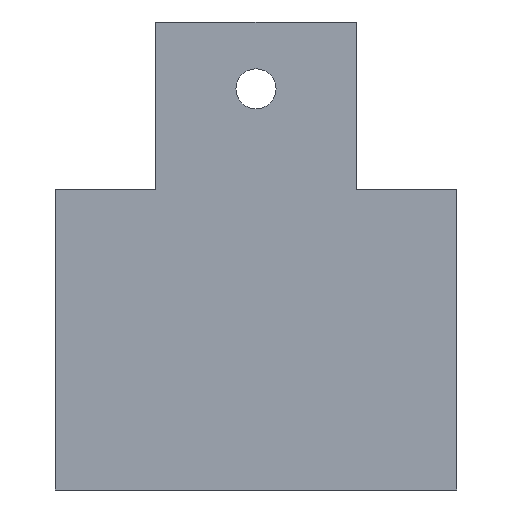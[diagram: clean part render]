
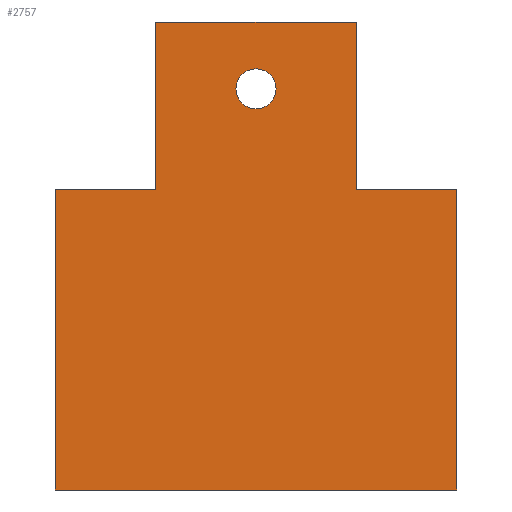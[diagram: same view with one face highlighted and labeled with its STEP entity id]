
A CAD part, left-side view. The second image highlights one B-rep face of the part: STEP entity #2757.
In plain terms, the highlighted planar face has unit normal (-1, 0, 0).
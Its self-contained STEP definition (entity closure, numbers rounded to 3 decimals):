
#118=LINE('',#4085,#447);
#124=LINE('',#4099,#453);
#126=LINE('',#4103,#455);
#129=LINE('',#4109,#458);
#132=LINE('',#4115,#461);
#147=LINE('',#4146,#476);
#148=LINE('',#4148,#477);
#149=LINE('',#4150,#478);
#447=VECTOR('',#3336,1000.);
#453=VECTOR('',#3344,1000.);
#455=VECTOR('',#3348,1000.);
#458=VECTOR('',#3353,1000.);
#461=VECTOR('',#3358,1000.);
#476=VECTOR('',#3379,1000.);
#477=VECTOR('',#3380,1000.);
#478=VECTOR('',#3381,1000.);
#759=PLANE('',#3032);
#1023=ORIENTED_EDGE('',*,*,#1694,.F.);
#1024=ORIENTED_EDGE('',*,*,#1679,.T.);
#1025=ORIENTED_EDGE('',*,*,#1673,.T.);
#1026=ORIENTED_EDGE('',*,*,#1671,.T.);
#1027=ORIENTED_EDGE('',*,*,#1695,.F.);
#1028=ORIENTED_EDGE('',*,*,#1696,.T.);
#1029=ORIENTED_EDGE('',*,*,#1697,.T.);
#1030=ORIENTED_EDGE('',*,*,#1665,.T.);
#1031=ORIENTED_EDGE('',*,*,#1676,.T.);
#1665=EDGE_CURVE('',#2018,#2019,#118,.T.);
#1671=EDGE_CURVE('',#2025,#2024,#124,.T.);
#1673=EDGE_CURVE('',#2026,#2025,#126,.T.);
#1676=EDGE_CURVE('',#2019,#2028,#129,.T.);
#1679=EDGE_CURVE('',#2028,#2026,#132,.T.);
#1694=EDGE_CURVE('',#2042,#2042,#2243,.T.);
#1695=EDGE_CURVE('',#2043,#2024,#147,.T.);
#1696=EDGE_CURVE('',#2043,#2044,#148,.T.);
#1697=EDGE_CURVE('',#2044,#2018,#149,.T.);
#2018=VERTEX_POINT('',#4086);
#2019=VERTEX_POINT('',#4087);
#2024=VERTEX_POINT('',#4098);
#2025=VERTEX_POINT('',#4100);
#2026=VERTEX_POINT('',#4104);
#2028=VERTEX_POINT('',#4110);
#2042=VERTEX_POINT('',#4145);
#2043=VERTEX_POINT('',#4147);
#2044=VERTEX_POINT('',#4149);
#2243=CIRCLE('',#3033,30.);
#2320=EDGE_LOOP('',(#1023));
#2321=EDGE_LOOP('',(#1024,#1025,#1026,#1027,#1028,#1029,#1030,#1031));
#2534=FACE_BOUND('',#2320,.T.);
#2535=FACE_BOUND('',#2321,.T.);
#2757=ADVANCED_FACE('',(#2534,#2535),#759,.T.);
#3032=AXIS2_PLACEMENT_3D('',#4143,#3375,#3376);
#3033=AXIS2_PLACEMENT_3D('',#4144,#3377,#3378);
#3336=DIRECTION('',(0.,1.,0.));
#3344=DIRECTION('',(0.,1.,0.));
#3348=DIRECTION('',(0.,0.,1.));
#3353=DIRECTION('',(0.,0.,-1.));
#3358=DIRECTION('',(0.,-1.,0.));
#3375=DIRECTION('',(-1.,0.,0.));
#3376=DIRECTION('',(0.,0.,1.));
#3377=DIRECTION('',(-1.,0.,0.));
#3378=DIRECTION('',(0.,0.,1.));
#3379=DIRECTION('',(0.,0.,-1.));
#3380=DIRECTION('',(0.,1.,0.));
#3381=DIRECTION('',(0.,0.,-1.));
#4085=CARTESIAN_POINT('',(0.,150.,450.));
#4086=CARTESIAN_POINT('',(0.,150.,450.));
#4087=CARTESIAN_POINT('',(0.,300.,450.));
#4098=CARTESIAN_POINT('',(0.,-150.,450.));
#4099=CARTESIAN_POINT('',(0.,150.,450.));
#4100=CARTESIAN_POINT('',(0.,-300.,450.));
#4103=CARTESIAN_POINT('',(0.,-300.,225.));
#4104=CARTESIAN_POINT('',(0.,-300.,0.));
#4109=CARTESIAN_POINT('',(0.,300.,225.));
#4110=CARTESIAN_POINT('',(0.,300.,0.));
#4115=CARTESIAN_POINT('',(0.,300.,0.));
#4143=CARTESIAN_POINT('',(0.,0.,0.));
#4144=CARTESIAN_POINT('',(0.,0.,600.));
#4145=CARTESIAN_POINT('',(0.,0.,630.));
#4146=CARTESIAN_POINT('',(0.,-150.,460.));
#4147=CARTESIAN_POINT('',(0.,-150.,700.));
#4148=CARTESIAN_POINT('',(0.,-150.,700.));
#4149=CARTESIAN_POINT('',(0.,150.,700.));
#4150=CARTESIAN_POINT('',(0.,150.,460.));
